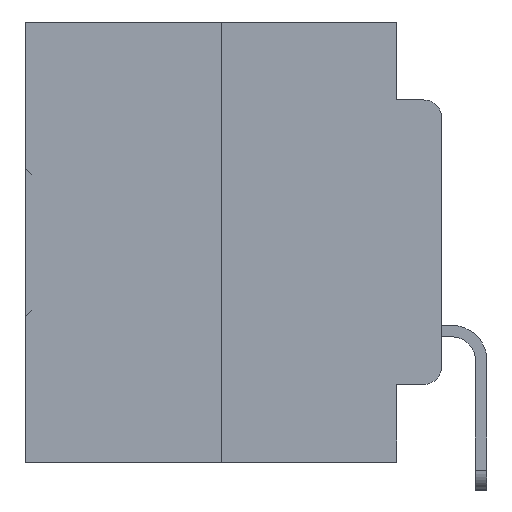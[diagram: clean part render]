
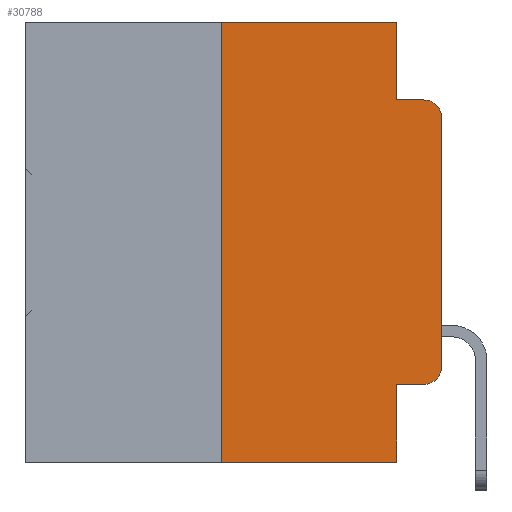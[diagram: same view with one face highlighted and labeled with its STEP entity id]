
A CAD part, left-side view. The second image highlights one B-rep face of the part: STEP entity #30788.
In plain terms, the highlighted planar face has unit normal (-1, 0, 0).
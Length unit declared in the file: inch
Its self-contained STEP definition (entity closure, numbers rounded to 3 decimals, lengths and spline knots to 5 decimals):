
#425 = LINE ( 'NONE', #14350, #7304 ) ;
#631 = LINE ( 'NONE', #8550, #35493 ) ;
#1674 = CARTESIAN_POINT ( 'NONE',  ( 0., 0.051, -0.0885 ) ) ;
#1862 = DIRECTION ( 'NONE',  ( 0., -1., 0. ) ) ;
#2726 = VERTEX_POINT ( 'NONE', #21197 ) ;
#2746 = DIRECTION ( 'NONE',  ( 0., -1., 0. ) ) ;
#3150 = VERTEX_POINT ( 'NONE', #9189 ) ;
#4068 = VERTEX_POINT ( 'NONE', #29366 ) ;
#4482 = CARTESIAN_POINT ( 'NONE',  ( 0., 0., 0. ) ) ;
#4796 = CARTESIAN_POINT ( 'NONE',  ( 0., 0.25, 0. ) ) ;
#4870 = EDGE_CURVE ( 'NONE', #33369, #5312, #27207, .T. ) ;
#5312 = VERTEX_POINT ( 'NONE', #9682 ) ;
#5578 = EDGE_CURVE ( 'NONE', #34759, #16777, #6555, .T. ) ;
#5878 = DIRECTION ( 'NONE',  ( 0., -1., 0. ) ) ;
#6555 = CIRCLE ( 'NONE', #23422, 0.02 ) ;
#6992 = DIRECTION ( 'NONE',  ( 1., 0., 0. ) ) ;
#7014 = CARTESIAN_POINT ( 'NONE',  ( 0., 0.25, -0.5 ) ) ;
#7304 = VECTOR ( 'NONE', #5878, 39.37008 ) ;
#7600 = DIRECTION ( 'NONE',  ( -1., 0., 0. ) ) ;
#8550 = CARTESIAN_POINT ( 'NONE',  ( 0., 0.051, 0. ) ) ;
#8629 = ORIENTED_EDGE ( 'NONE', *, *, #9455, .F. ) ;
#8663 = ORIENTED_EDGE ( 'NONE', *, *, #21881, .T. ) ;
#8847 = CARTESIAN_POINT ( 'NONE',  ( 0., 0.02, -0.0885 ) ) ;
#9189 = CARTESIAN_POINT ( 'NONE',  ( 0., 0.051, -0.0885 ) ) ;
#9287 = CARTESIAN_POINT ( 'NONE',  ( 0., 0.051, 0. ) ) ;
#9298 = DIRECTION ( 'NONE',  ( 0., 0., -1. ) ) ;
#9455 = EDGE_CURVE ( 'NONE', #3150, #16777, #32368, .T. ) ;
#9682 = CARTESIAN_POINT ( 'NONE',  ( 0., 0.25, 0. ) ) ;
#10025 = DIRECTION ( 'NONE',  ( -1., 0., 0. ) ) ;
#11143 = CARTESIAN_POINT ( 'NONE',  ( 0., 0.051, -0.5 ) ) ;
#11405 = CARTESIAN_POINT ( 'NONE',  ( 0., 0., -0.3915 ) ) ;
#11636 = VECTOR ( 'NONE', #18698, 39.37008 ) ;
#11936 = CIRCLE ( 'NONE', #20093, 0.02 ) ;
#13324 = EDGE_CURVE ( 'NONE', #4068, #2726, #31263, .T. ) ;
#13451 = DIRECTION ( 'NONE',  ( 0., 0., 1. ) ) ;
#13869 = LINE ( 'NONE', #33721, #21108 ) ;
#13910 = LINE ( 'NONE', #4482, #28314 ) ;
#14350 = CARTESIAN_POINT ( 'NONE',  ( 0., 0.473, 0. ) ) ;
#14353 = DIRECTION ( 'NONE',  ( 0., 0., -1. ) ) ;
#15599 = CARTESIAN_POINT ( 'NONE',  ( 0., 0., -0.1085 ) ) ;
#16117 = EDGE_CURVE ( 'NONE', #5312, #28333, #425, .T. ) ;
#16735 = ORIENTED_EDGE ( 'NONE', *, *, #33395, .T. ) ;
#16777 = VERTEX_POINT ( 'NONE', #8847 ) ;
#16966 = CARTESIAN_POINT ( 'NONE',  ( 0., 0.051, -0.4115 ) ) ;
#17400 = EDGE_LOOP ( 'NONE', ( #32488, #20756, #8629, #30439, #26706, #25454, #8663, #32964, #18335, #16735 ) ) ;
#17423 = EDGE_CURVE ( 'NONE', #4068, #21522, #13869, .T. ) ;
#18335 = ORIENTED_EDGE ( 'NONE', *, *, #13324, .T. ) ;
#18698 = DIRECTION ( 'NONE',  ( 0., -1., 0. ) ) ;
#18801 = LINE ( 'NONE', #21577, #25131 ) ;
#19995 = VECTOR ( 'NONE', #13451, 39.37008 ) ;
#20093 = AXIS2_PLACEMENT_3D ( 'NONE', #26437, #10025, #29148 ) ;
#20756 = ORIENTED_EDGE ( 'NONE', *, *, #5578, .T. ) ;
#21108 = VECTOR ( 'NONE', #9298, 39.37008 ) ;
#21197 = CARTESIAN_POINT ( 'NONE',  ( 0., 0.02, -0.4115 ) ) ;
#21522 = VERTEX_POINT ( 'NONE', #11143 ) ;
#21577 = CARTESIAN_POINT ( 'NONE',  ( 0., 0.473, -0.5 ) ) ;
#21881 = EDGE_CURVE ( 'NONE', #33369, #21522, #18801, .T. ) ;
#23289 = VECTOR ( 'NONE', #2746, 39.37008 ) ;
#23422 = AXIS2_PLACEMENT_3D ( 'NONE', #24135, #7600, #26831 ) ;
#24082 = FACE_OUTER_BOUND ( 'NONE', #17400, .T. ) ;
#24135 = CARTESIAN_POINT ( 'NONE',  ( 0., 0.02, -0.1085 ) ) ;
#25131 = VECTOR ( 'NONE', #1862, 39.37008 ) ;
#25454 = ORIENTED_EDGE ( 'NONE', *, *, #4870, .F. ) ;
#26173 = AXIS2_PLACEMENT_3D ( 'NONE', #28877, #6992, #26306 ) ;
#26306 = DIRECTION ( 'NONE',  ( 0., 0., -1. ) ) ;
#26437 = CARTESIAN_POINT ( 'NONE',  ( 0., 0.02, -0.3915 ) ) ;
#26693 = DIRECTION ( 'NONE',  ( 0., 0., 1. ) ) ;
#26706 = ORIENTED_EDGE ( 'NONE', *, *, #16117, .F. ) ;
#26831 = DIRECTION ( 'NONE',  ( 0., 0., -1. ) ) ;
#27207 = LINE ( 'NONE', #4796, #19995 ) ;
#28314 = VECTOR ( 'NONE', #26693, 39.37008 ) ;
#28333 = VERTEX_POINT ( 'NONE', #9287 ) ;
#28877 = CARTESIAN_POINT ( 'NONE',  ( 0., 0.473, 0. ) ) ;
#29148 = DIRECTION ( 'NONE',  ( 0., 0., -1. ) ) ;
#29366 = CARTESIAN_POINT ( 'NONE',  ( 0., 0.051, -0.4115 ) ) ;
#30277 = EDGE_CURVE ( 'NONE', #35616, #34759, #13910, .T. ) ;
#30439 = ORIENTED_EDGE ( 'NONE', *, *, #33127, .F. ) ;
#30788 = ADVANCED_FACE ( 'NONE', ( #24082 ), #34115, .F. ) ;
#31263 = LINE ( 'NONE', #16966, #23289 ) ;
#32368 = LINE ( 'NONE', #1674, #11636 ) ;
#32488 = ORIENTED_EDGE ( 'NONE', *, *, #30277, .T. ) ;
#32964 = ORIENTED_EDGE ( 'NONE', *, *, #17423, .F. ) ;
#33127 = EDGE_CURVE ( 'NONE', #28333, #3150, #631, .T. ) ;
#33369 = VERTEX_POINT ( 'NONE', #7014 ) ;
#33395 = EDGE_CURVE ( 'NONE', #2726, #35616, #11936, .T. ) ;
#33721 = CARTESIAN_POINT ( 'NONE',  ( 0., 0.051, 0. ) ) ;
#34115 = PLANE ( 'NONE',  #26173 ) ;
#34759 = VERTEX_POINT ( 'NONE', #15599 ) ;
#35493 = VECTOR ( 'NONE', #14353, 39.37008 ) ;
#35616 = VERTEX_POINT ( 'NONE', #11405 ) ;
